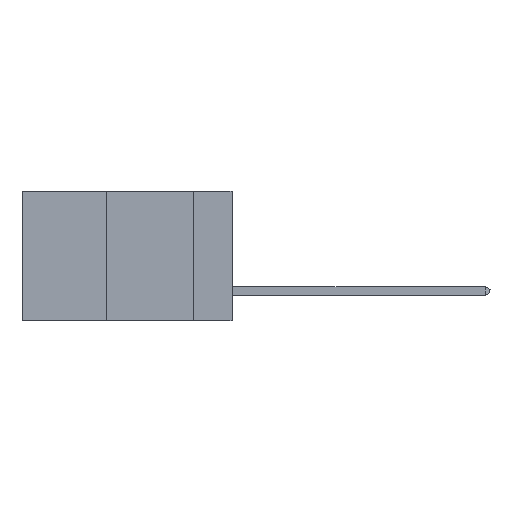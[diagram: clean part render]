
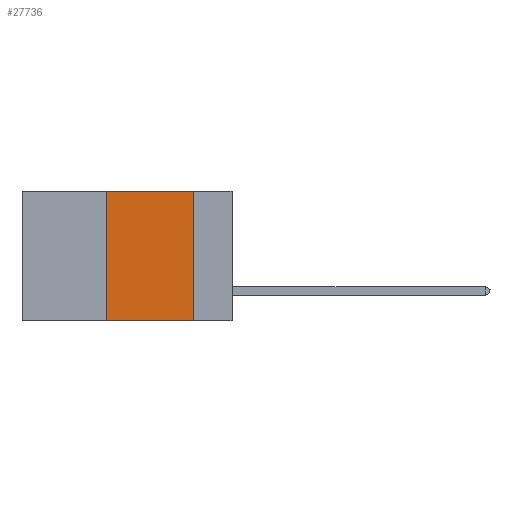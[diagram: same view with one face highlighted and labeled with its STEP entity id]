
A CAD part, left-side view. The second image highlights one B-rep face of the part: STEP entity #27736.
In plain terms, the highlighted planar face has unit normal (-1, 0, 0).
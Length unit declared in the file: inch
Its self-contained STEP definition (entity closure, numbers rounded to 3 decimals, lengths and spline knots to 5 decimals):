
#2668 = DIRECTION ( 'NONE',  ( 0., 0., -1. ) ) ;
#4742 = CARTESIAN_POINT ( 'NONE',  ( 0., 0.6, -0.37 ) ) ;
#6957 = CARTESIAN_POINT ( 'NONE',  ( 0., 0.36, -0.37 ) ) ;
#8471 = CARTESIAN_POINT ( 'NONE',  ( 0., 0.11, 0. ) ) ;
#9481 = EDGE_LOOP ( 'NONE', ( #35504, #22548, #42096, #46570 ) ) ;
#9600 = VERTEX_POINT ( 'NONE', #23247 ) ;
#10210 = VERTEX_POINT ( 'NONE', #8471 ) ;
#11097 = VECTOR ( 'NONE', #15413, 39.37008 ) ;
#11180 = LINE ( 'NONE', #4742, #16262 ) ;
#13209 = VERTEX_POINT ( 'NONE', #31979 ) ;
#13900 = EDGE_CURVE ( 'NONE', #10210, #13209, #22486, .T. ) ;
#15037 = DIRECTION ( 'NONE',  ( 0., -1., 0. ) ) ;
#15413 = DIRECTION ( 'NONE',  ( 0., -1., 0. ) ) ;
#16262 = VECTOR ( 'NONE', #15037, 39.37008 ) ;
#17117 = EDGE_CURVE ( 'NONE', #39787, #9600, #38072, .T. ) ;
#17582 = CARTESIAN_POINT ( 'NONE',  ( 0., 0.36, 0. ) ) ;
#19623 = CARTESIAN_POINT ( 'NONE',  ( 0., 0.11, 0. ) ) ;
#19782 = DIRECTION ( 'NONE',  ( 0., 0., -1. ) ) ;
#20217 = VECTOR ( 'NONE', #19782, 39.37008 ) ;
#20901 = DIRECTION ( 'NONE',  ( 1., 0., 0. ) ) ;
#22486 = LINE ( 'NONE', #19623, #20217 ) ;
#22548 = ORIENTED_EDGE ( 'NONE', *, *, #42755, .F. ) ;
#22869 = CARTESIAN_POINT ( 'NONE',  ( 0., 0.6, 0. ) ) ;
#23247 = CARTESIAN_POINT ( 'NONE',  ( 0., 0.36, 0. ) ) ;
#27736 = ADVANCED_FACE ( 'NONE', ( #46415 ), #31193, .F. ) ;
#27869 = CARTESIAN_POINT ( 'NONE',  ( 0., 0.6, 0. ) ) ;
#28512 = DIRECTION ( 'NONE',  ( 0., 0., 1. ) ) ;
#30357 = LINE ( 'NONE', #22869, #11097 ) ;
#31193 = PLANE ( 'NONE',  #35113 ) ;
#31979 = CARTESIAN_POINT ( 'NONE',  ( 0., 0.11, -0.37 ) ) ;
#32971 = VECTOR ( 'NONE', #28512, 39.37008 ) ;
#35113 = AXIS2_PLACEMENT_3D ( 'NONE', #27869, #20901, #2668 ) ;
#35504 = ORIENTED_EDGE ( 'NONE', *, *, #13900, .F. ) ;
#38072 = LINE ( 'NONE', #17582, #32971 ) ;
#39787 = VERTEX_POINT ( 'NONE', #6957 ) ;
#41643 = EDGE_CURVE ( 'NONE', #39787, #13209, #11180, .T. ) ;
#42096 = ORIENTED_EDGE ( 'NONE', *, *, #17117, .F. ) ;
#42755 = EDGE_CURVE ( 'NONE', #9600, #10210, #30357, .T. ) ;
#46415 = FACE_OUTER_BOUND ( 'NONE', #9481, .T. ) ;
#46570 = ORIENTED_EDGE ( 'NONE', *, *, #41643, .T. ) ;
